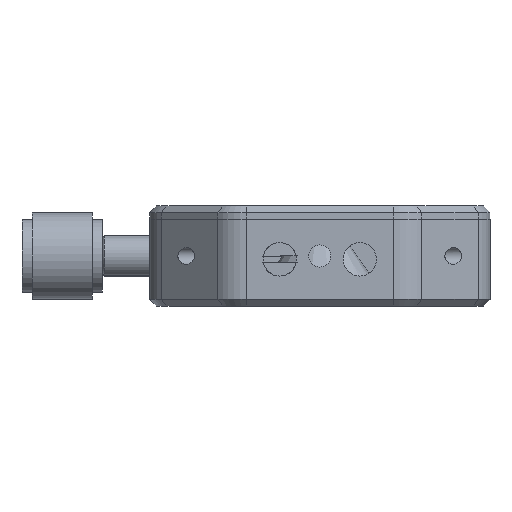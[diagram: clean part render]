
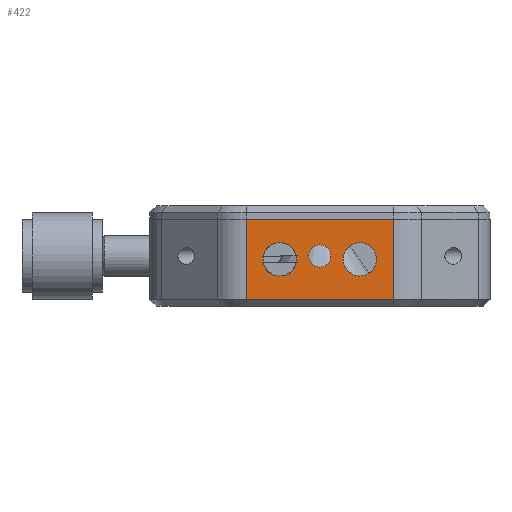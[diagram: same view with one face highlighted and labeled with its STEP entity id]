
A CAD part, front view. The second image highlights one B-rep face of the part: STEP entity #422.
In plain terms, the highlighted planar face has unit normal (0, -1, 0).
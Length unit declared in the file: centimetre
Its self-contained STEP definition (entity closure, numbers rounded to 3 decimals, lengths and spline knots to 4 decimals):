
#9 = VERTEX_POINT ( 'NONE', #3121 ) ;
#14 = VERTEX_POINT ( 'NONE', #3125 ) ;
#24 = EDGE_CURVE ( 'NONE', #252, #253, #3158, .T. ) ;
#251 = EDGE_CURVE ( 'NONE', #14, #9, #3727, .T. ) ;
#252 = VERTEX_POINT ( 'NONE', #3730 ) ;
#253 = VERTEX_POINT ( 'NONE', #3721 ) ;
#257 = EDGE_CURVE ( 'NONE', #264, #288, #3702, .T. ) ;
#264 = VERTEX_POINT ( 'NONE', #3683 ) ;
#288 = VERTEX_POINT ( 'NONE', #3633 ) ;
#397 = EDGE_CURVE ( 'NONE', #9, #14, #3860, .T. ) ;
#398 = VERTEX_POINT ( 'NONE', #3875 ) ;
#399 = VERTEX_POINT ( 'NONE', #3865 ) ;
#400 = ORIENTED_EDGE ( 'NONE', *, *, #257, .T. ) ;
#401 = EDGE_LOOP ( 'NONE', ( #668, #400 ) ) ;
#421 = ORIENTED_EDGE ( 'NONE', *, *, #397, .F. ) ;
#422 = ADVANCED_FACE ( 'NONE', ( #4237, #4236, #4235, #4233 ), #4252, .F. ) ;
#423 = EDGE_LOOP ( 'NONE', ( #421, #665 ) ) ;
#424 = ORIENTED_EDGE ( 'NONE', *, *, #24, .T. ) ;
#426 = ORIENTED_EDGE ( 'NONE', *, *, #602, .T. ) ;
#429 = ORIENTED_EDGE ( 'NONE', *, *, #599, .F. ) ;
#573 = VERTEX_POINT ( 'NONE', #4431 ) ;
#577 = VERTEX_POINT ( 'NONE', #4425 ) ;
#579 = EDGE_CURVE ( 'NONE', #573, #577, #4434, .T. ) ;
#597 = ORIENTED_EDGE ( 'NONE', *, *, #601, .T. ) ;
#599 = EDGE_CURVE ( 'NONE', #573, #398, #4256, .T. ) ;
#600 = EDGE_LOOP ( 'NONE', ( #597, #426, #429, #667 ) ) ;
#601 = EDGE_CURVE ( 'NONE', #577, #399, #4273, .T. ) ;
#602 = EDGE_CURVE ( 'NONE', #399, #398, #4305, .T. ) ;
#665 = ORIENTED_EDGE ( 'NONE', *, *, #251, .F. ) ;
#666 = ORIENTED_EDGE ( 'NONE', *, *, #680, .T. ) ;
#667 = ORIENTED_EDGE ( 'NONE', *, *, #579, .T. ) ;
#668 = ORIENTED_EDGE ( 'NONE', *, *, #677, .T. ) ;
#669 = EDGE_LOOP ( 'NONE', ( #666, #424 ) ) ;
#677 = EDGE_CURVE ( 'NONE', #288, #264, #4470, .T. ) ;
#680 = EDGE_CURVE ( 'NONE', #253, #252, #4474, .T. ) ;
#3121 = CARTESIAN_POINT ( 'NONE',  ( 0.2212, -2.3004, -0.065 ) ) ;
#3125 = CARTESIAN_POINT ( 'NONE',  ( 0.2212, -2.3004, 0.265 ) ) ;
#3149 = DIRECTION ( 'NONE',  ( -1., 0., 0. ) ) ;
#3150 = DIRECTION ( 'NONE',  ( 0., 1., 0. ) ) ;
#3151 = CARTESIAN_POINT ( 'NONE',  ( 0.8212, -2.3004, 0.05 ) ) ;
#3152 = AXIS2_PLACEMENT_3D ( 'NONE', #3151, #3150, #3149 ) ;
#3158 = CIRCLE ( 'NONE', #3152, 0.25 ) ;
#3633 = CARTESIAN_POINT ( 'NONE',  ( -0.3788, -2.3004, 0.3 ) ) ;
#3683 = CARTESIAN_POINT ( 'NONE',  ( -0.3788, -2.3004, -0.2 ) ) ;
#3686 = DIRECTION ( 'NONE',  ( -1., 0., 0. ) ) ;
#3687 = DIRECTION ( 'NONE',  ( 0., 1., 0. ) ) ;
#3688 = CARTESIAN_POINT ( 'NONE',  ( -0.3788, -2.3004, 0.05 ) ) ;
#3698 = AXIS2_PLACEMENT_3D ( 'NONE', #3688, #3687, #3686 ) ;
#3700 = DIRECTION ( 'NONE',  ( 0., 0., -1. ) ) ;
#3701 = DIRECTION ( 'NONE',  ( 0., -1., 0. ) ) ;
#3702 = CIRCLE ( 'NONE', #3698, 0.25 ) ;
#3704 = AXIS2_PLACEMENT_3D ( 'NONE', #3709, #3701, #3700 ) ;
#3709 = CARTESIAN_POINT ( 'NONE',  ( 0.2212, -2.3004, 0.1 ) ) ;
#3721 = CARTESIAN_POINT ( 'NONE',  ( 0.8212, -2.3004, 0.3 ) ) ;
#3727 = CIRCLE ( 'NONE', #3704, 0.165 ) ;
#3730 = CARTESIAN_POINT ( 'NONE',  ( 0.8212, -2.3004, -0.2 ) ) ;
#3856 = DIRECTION ( 'NONE',  ( 0., 0., -1. ) ) ;
#3857 = DIRECTION ( 'NONE',  ( 0., -1., 0. ) ) ;
#3858 = CARTESIAN_POINT ( 'NONE',  ( 0.2212, -2.3004, 0.1 ) ) ;
#3859 = AXIS2_PLACEMENT_3D ( 'NONE', #3858, #3857, #3856 ) ;
#3860 = CIRCLE ( 'NONE', #3859, 0.165 ) ;
#3865 = CARTESIAN_POINT ( 'NONE',  ( 1.3227, -2.3004, -0.55 ) ) ;
#3875 = CARTESIAN_POINT ( 'NONE',  ( 1.3227, -2.3004, 0.65 ) ) ;
#4223 = DIRECTION ( 'NONE',  ( -1., 0., 0. ) ) ;
#4232 = DIRECTION ( 'NONE',  ( 0., 1., 0. ) ) ;
#4233 = FACE_OUTER_BOUND ( 'NONE', #600, .T. ) ;
#4235 = FACE_BOUND ( 'NONE', #669, .T. ) ;
#4236 = FACE_BOUND ( 'NONE', #401, .T. ) ;
#4237 = FACE_BOUND ( 'NONE', #423, .T. ) ;
#4243 = CARTESIAN_POINT ( 'NONE',  ( 2.7712, -2.3004, 0.65 ) ) ;
#4244 = AXIS2_PLACEMENT_3D ( 'NONE', #4243, #4232, #4223 ) ;
#4252 = PLANE ( 'NONE',  #4244 ) ;
#4253 = CARTESIAN_POINT ( 'NONE',  ( 1.3227, -2.3004, -0.55 ) ) ;
#4254 = DIRECTION ( 'NONE',  ( 1., 0., 0. ) ) ;
#4255 = CARTESIAN_POINT ( 'NONE',  ( 2.7712, -2.3004, 0.65 ) ) ;
#4256 = LINE ( 'NONE', #4255, #4435 ) ;
#4273 = LINE ( 'NONE', #4253, #4307 ) ;
#4283 = VECTOR ( 'NONE', #4440, 100. ) ;
#4300 = DIRECTION ( 'NONE',  ( 0., 0., 1. ) ) ;
#4301 = VECTOR ( 'NONE', #4300, 100. ) ;
#4302 = CARTESIAN_POINT ( 'NONE',  ( 1.3227, -2.3004, 0.65 ) ) ;
#4305 = LINE ( 'NONE', #4302, #4301 ) ;
#4306 = DIRECTION ( 'NONE',  ( 1., 0., 0. ) ) ;
#4307 = VECTOR ( 'NONE', #4306, 100. ) ;
#4425 = CARTESIAN_POINT ( 'NONE',  ( -0.8803, -2.3004, -0.55 ) ) ;
#4431 = CARTESIAN_POINT ( 'NONE',  ( -0.8803, -2.3004, 0.65 ) ) ;
#4434 = LINE ( 'NONE', #4441, #4283 ) ;
#4435 = VECTOR ( 'NONE', #4254, 100. ) ;
#4440 = DIRECTION ( 'NONE',  ( 0., 0., -1. ) ) ;
#4441 = CARTESIAN_POINT ( 'NONE',  ( -0.8803, -2.3004, -0.65 ) ) ;
#4456 = DIRECTION ( 'NONE',  ( -1., 0., 0. ) ) ;
#4457 = DIRECTION ( 'NONE',  ( 0., 1., 0. ) ) ;
#4458 = CARTESIAN_POINT ( 'NONE',  ( 0.8212, -2.3004, 0.05 ) ) ;
#4459 = AXIS2_PLACEMENT_3D ( 'NONE', #4458, #4457, #4456 ) ;
#4466 = DIRECTION ( 'NONE',  ( -1., 0., 0. ) ) ;
#4467 = DIRECTION ( 'NONE',  ( 0., 1., 0. ) ) ;
#4468 = CARTESIAN_POINT ( 'NONE',  ( -0.3788, -2.3004, 0.05 ) ) ;
#4469 = AXIS2_PLACEMENT_3D ( 'NONE', #4468, #4467, #4466 ) ;
#4470 = CIRCLE ( 'NONE', #4469, 0.25 ) ;
#4474 = CIRCLE ( 'NONE', #4459, 0.25 ) ;
